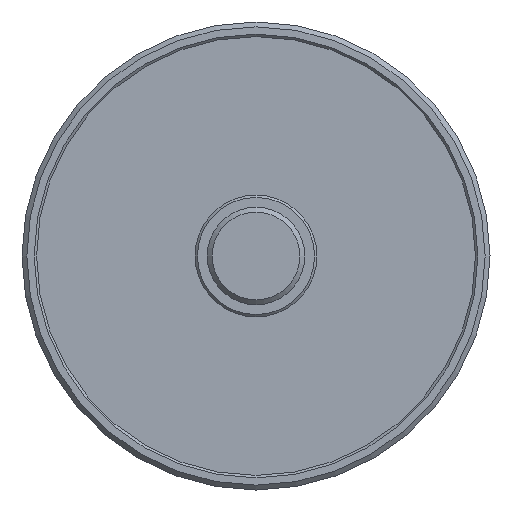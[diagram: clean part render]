
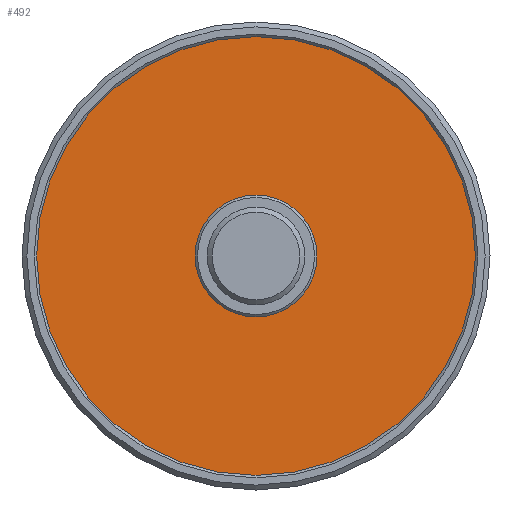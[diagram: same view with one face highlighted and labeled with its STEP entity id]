
A CAD part, left-side view. The second image highlights one B-rep face of the part: STEP entity #492.
In plain terms, the highlighted planar face has unit normal (-1, 0, 0).
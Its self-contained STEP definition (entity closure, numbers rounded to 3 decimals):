
#76=PLANE($,#572);
#114=FACE_BOUND($,#214,.T.);
#145=FACE_OUTER_BOUND($,#213,.T.);
#213=EDGE_LOOP($,(#427));
#214=EDGE_LOOP($,(#428));
#247=CIRCLE($,#566,12.5);
#250=CIRCLE($,#573,45.);
#289=VERTEX_POINT($,#899);
#292=VERTEX_POINT($,#909);
#335=EDGE_CURVE($,#289,#289,#247,.T.);
#338=EDGE_CURVE($,#292,#292,#250,.T.);
#427=ORIENTED_EDGE($,*,*,#338,.F.);
#428=ORIENTED_EDGE($,*,*,#335,.T.);
#492=ADVANCED_FACE($,(#145,#114),#76,.T.);
#566=AXIS2_PLACEMENT_3D($,#900,#719,#720);
#572=AXIS2_PLACEMENT_3D($,#908,#731,#732);
#573=AXIS2_PLACEMENT_3D($,#910,#733,#734);
#719=DIRECTION('center_axis',(1.,0.,0.));
#720=DIRECTION('ref_axis',(0.,1.,0.));
#731=DIRECTION('center_axis',(-1.,0.,0.));
#732=DIRECTION('ref_axis',(0.,0.,1.));
#733=DIRECTION('center_axis',(1.,0.,0.));
#734=DIRECTION('ref_axis',(0.,1.,0.));
#899=CARTESIAN_POINT('',(10.,12.5,0.));
#900=CARTESIAN_POINT('Origin',(10.,0.,0.));
#908=CARTESIAN_POINT('Origin',(10.,28.75,0.));
#909=CARTESIAN_POINT('',(10.,45.,0.));
#910=CARTESIAN_POINT('Origin',(10.,0.,0.));
